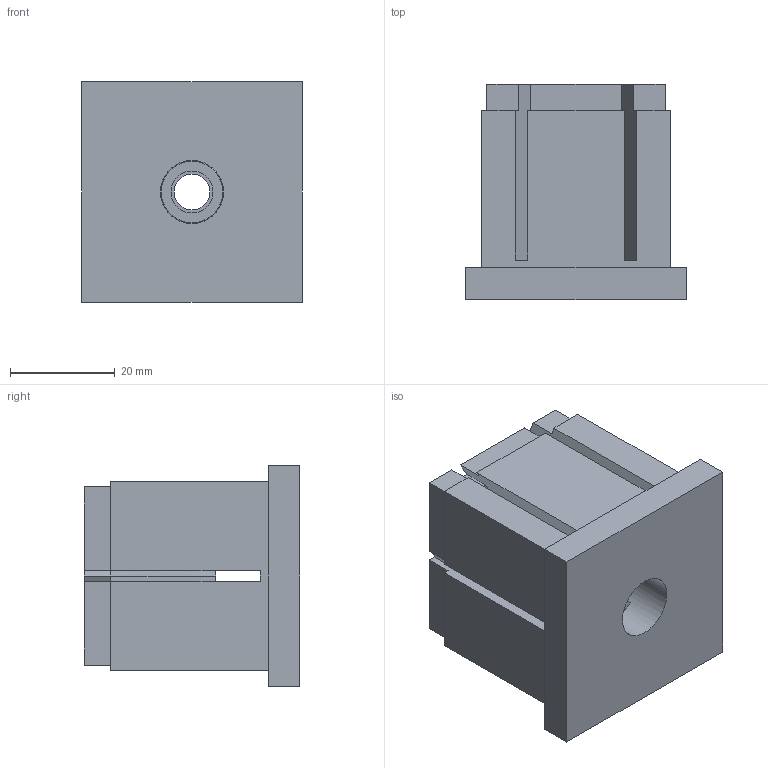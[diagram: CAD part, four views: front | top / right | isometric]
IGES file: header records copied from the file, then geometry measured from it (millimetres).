
Start section:  PTC IGES file: s0592-609442.igs
Global section: file name: s0592-609442.igs; native system: Pro/ENGINEER by Parametric Technology Corporation; preprocessor: 2006200; author: Andrea.Castagnoli; organization: Unknown; date: 20070622.124510; units: millimetre
Bounding box: 42 x 41 x 42 mm (x, y, z)
Volume: 48114.5 mm3; surface area: 18179.5 mm2
Topology: 1 solids, 2 shells, 104 faces, 320 edges, 210 vertices
Faces by surface type: bspline 84, revolution 20
